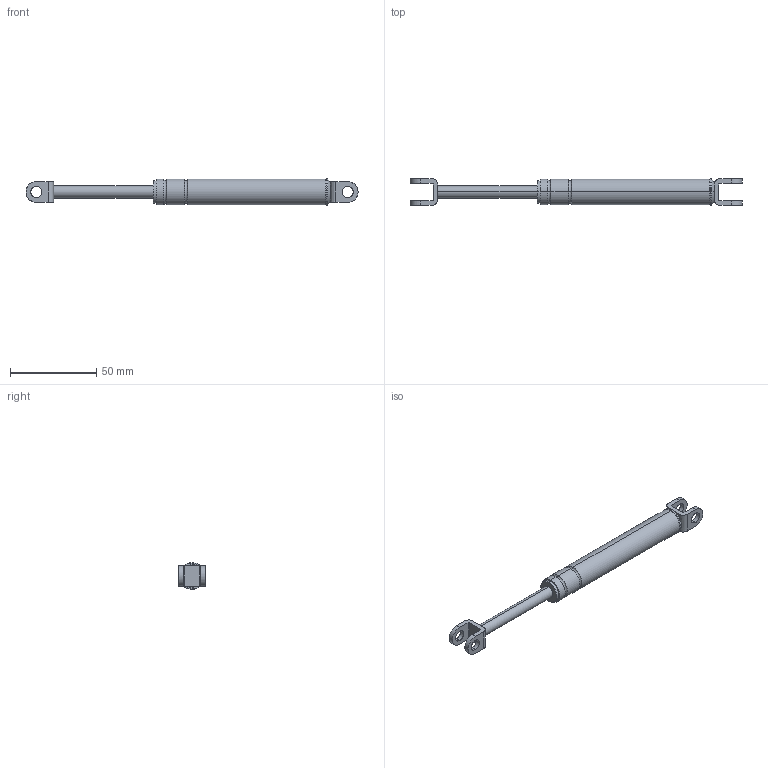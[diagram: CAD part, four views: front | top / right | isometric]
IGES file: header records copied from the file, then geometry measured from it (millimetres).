
Start section: ------------------------------------------------------------------------
Global section: file name: PC50.20848.TM_367_50_9_20408.igs; native system: spGate; preprocessor: ver16.7.1; author: Unknown; organization: Unknown; date: 201021.164459; units: millimetre
Bounding box: 193 x 15.5 x 15.5 mm (x, y, z)
Volume: 22272.7 mm3; surface area: 8631 mm2
Topology: 2 solids, 2 shells, 62 faces, 150 edges, 94 vertices
Faces by surface type: bspline 62
